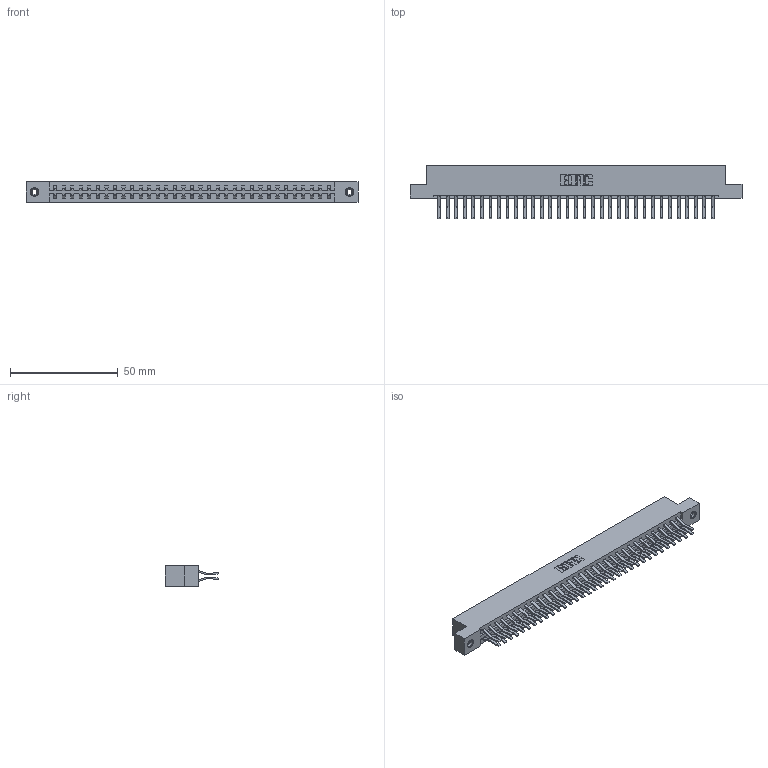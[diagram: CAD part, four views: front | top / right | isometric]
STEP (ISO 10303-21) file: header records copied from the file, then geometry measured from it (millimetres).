
FILE_DESCRIPTION (( 'STEP AP203' ), '1' );
FILE_NAME ('337-066-560-208.STEP', '2019-10-09T23:46:04', ( '' ), ( '' ), 'SwSTEP 2.0', 'SolidWorks 2016', '' );
FILE_SCHEMA (( 'CONFIG_CONTROL_DESIGN' ));
Length unit declared in the file: inch
Products named in the file (4): 345-250-001_345-250-003-102; 337-066-560-208; 337 Part_Flush Mounting Lugs - 0.156 Dia-TI; 345-292-001_560 Tail
Assembly tree (69 placements, depth 2):
  337-066-560-208
    337 Part_Flush Mounting Lugs - 0.156 Dia-TI
    345-292-001_560 Tail  x66
    345-250-001_345-250-003-102  x2
Bounding box: 153.77 x 24.78 x 9.4 mm (x, y, z)
Volume: 16512 mm3; surface area: 19855.4 mm2
Topology: 69 solids, 69 shells, 3870 faces, 11469 edges, 7550 vertices
Faces by surface type: plane 2610, cylinder 1244, cone 12, torus 4
Entity records: 28024 total; most frequent: CARTESIAN_POINT 4709, ORIENTED_EDGE 4638, DIRECTION 4057, EDGE_CURVE 2319, VECTOR 2167, LINE 2167, VERTEX_POINT 1540, AXIS2_PLACEMENT_3D 945
